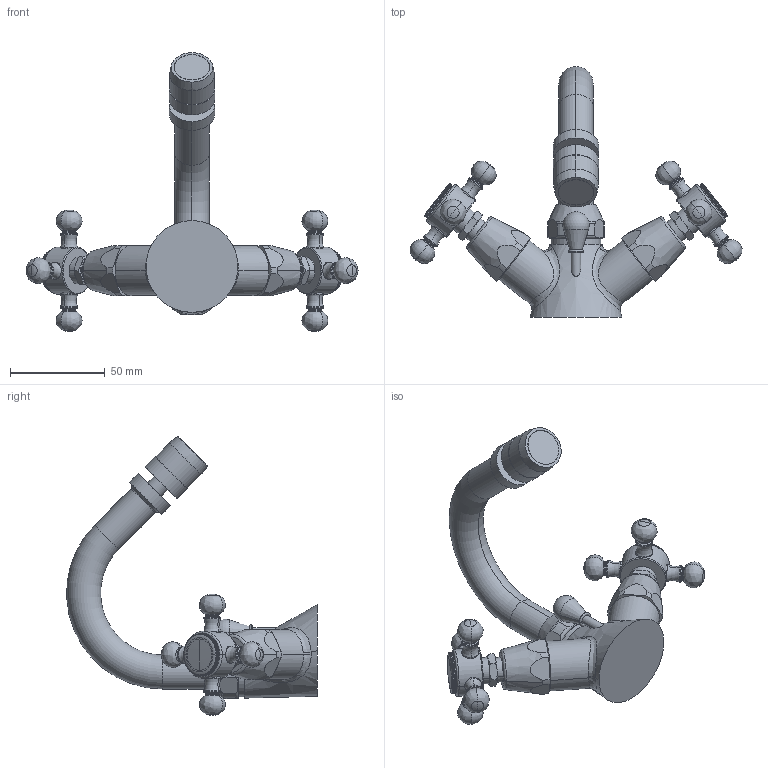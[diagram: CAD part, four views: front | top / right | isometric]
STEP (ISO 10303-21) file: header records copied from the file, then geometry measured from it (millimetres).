
FILE_DESCRIPTION((''),'2;1');
FILE_NAME('VLV137CR','2021-11-11T08:44:34',('ut3'),('PAFFONI SpA'),'CREO PARAMETRIC BY PTC INC, 2020044','CREO PARAMETRIC BY PTC INC, 2020044','');
FILE_SCHEMA(('CONFIG_CONTROL_DESIGN','SHAPE_APPEARANCE_LAYERS_GROUPS'));
Length unit declared in the file: millimetre
Products named in the file (1): VLV137CR
Bounding box: 175.44 x 132.42 x 147.23 mm (x, y, z)
Volume: 188892.7 mm3; surface area: 39433.2 mm2
Topology: 2 solids, 2 shells, 954 faces, 2589 edges, 1651 vertices
Faces by surface type: plane 464, cylinder 306, torus 96, cone 38, bspline 28, sphere 22
Entity records: 41063 total; most frequent: CARTESIAN_POINT 9772, ORIENTED_EDGE 5134, DIRECTION 4786, EDGE_CURVE 2567, AXIS2_PLACEMENT_3D 1816, VERTEX_POINT 1651, VECTOR 1154, LINE 1154
